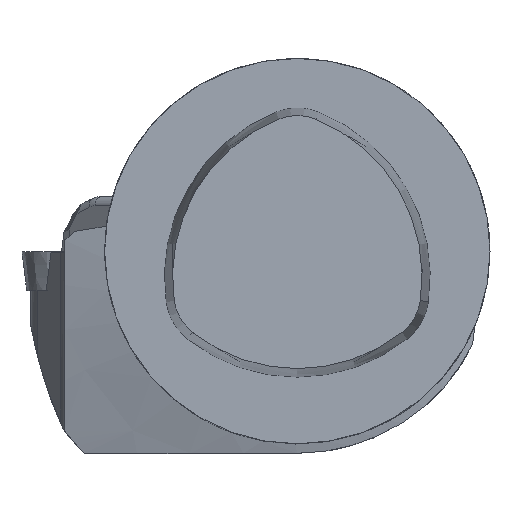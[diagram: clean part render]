
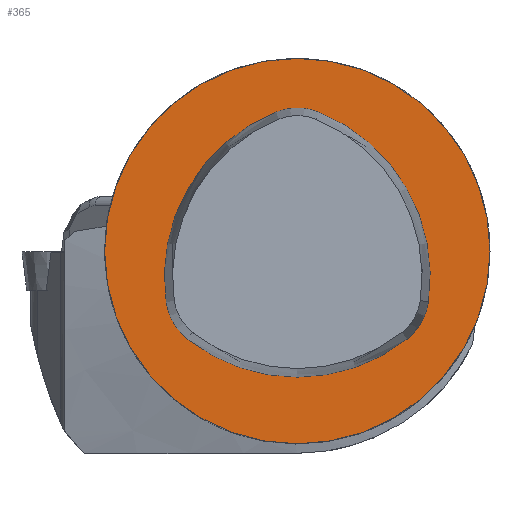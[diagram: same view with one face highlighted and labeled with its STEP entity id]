
A CAD part, top view. The second image highlights one B-rep face of the part: STEP entity #365.
In plain terms, the highlighted planar face has unit normal (0, 0, 1).
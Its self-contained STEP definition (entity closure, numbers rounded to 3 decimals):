
#209=FACE_BOUND('',#887,.T.);
#210=FACE_BOUND('',#888,.T.);
#258=PLANE('',#4830);
#365=ADVANCED_FACE('',(#209,#210),#258,.T.);
#887=EDGE_LOOP('',(#2146));
#888=EDGE_LOOP('',(#2147,#2148,#2149,#2150,#2151,#2152));
#1205=CIRCLE('',#4818,31.5);
#1206=CIRCLE('',#4824,29.);
#1207=CIRCLE('',#4825,9.4);
#1208=CIRCLE('',#4826,29.);
#1209=CIRCLE('',#4827,9.4);
#1210=CIRCLE('',#4828,29.);
#1211=CIRCLE('',#4829,9.4);
#2146=ORIENTED_EDGE('',*,*,#3870,.T.);
#2147=ORIENTED_EDGE('',*,*,#3879,.F.);
#2148=ORIENTED_EDGE('',*,*,#3880,.F.);
#2149=ORIENTED_EDGE('',*,*,#3881,.F.);
#2150=ORIENTED_EDGE('',*,*,#3882,.F.);
#2151=ORIENTED_EDGE('',*,*,#3883,.F.);
#2152=ORIENTED_EDGE('',*,*,#3884,.F.);
#3418=VERTEX_POINT('',#6349);
#3427=VERTEX_POINT('',#6368);
#3428=VERTEX_POINT('',#6369);
#3429=VERTEX_POINT('',#6371);
#3430=VERTEX_POINT('',#6373);
#3431=VERTEX_POINT('',#6375);
#3432=VERTEX_POINT('',#6377);
#3870=EDGE_CURVE('',#3418,#3418,#1205,.T.);
#3879=EDGE_CURVE('',#3427,#3428,#1206,.T.);
#3880=EDGE_CURVE('',#3429,#3427,#1207,.T.);
#3881=EDGE_CURVE('',#3430,#3429,#1208,.T.);
#3882=EDGE_CURVE('',#3431,#3430,#1209,.T.);
#3883=EDGE_CURVE('',#3432,#3431,#1210,.T.);
#3884=EDGE_CURVE('',#3428,#3432,#1211,.T.);
#4818=AXIS2_PLACEMENT_3D('',#6348,#5193,#5194);
#4824=AXIS2_PLACEMENT_3D('',#6367,#5209,#5210);
#4825=AXIS2_PLACEMENT_3D('',#6370,#5211,#5212);
#4826=AXIS2_PLACEMENT_3D('',#6372,#5213,#5214);
#4827=AXIS2_PLACEMENT_3D('',#6374,#5215,#5216);
#4828=AXIS2_PLACEMENT_3D('',#6376,#5217,#5218);
#4829=AXIS2_PLACEMENT_3D('',#6378,#5219,#5220);
#4830=AXIS2_PLACEMENT_3D('',#6379,#5221,#5222);
#5193=DIRECTION('',(0.,0.,1.));
#5194=DIRECTION('',(1.,0.,0.));
#5209=DIRECTION('',(0.,0.,1.));
#5210=DIRECTION('',(1.,0.,0.));
#5211=DIRECTION('',(0.,0.,1.));
#5212=DIRECTION('',(1.,0.,0.));
#5213=DIRECTION('',(0.,0.,1.));
#5214=DIRECTION('',(1.,0.,0.));
#5215=DIRECTION('',(0.,0.,1.));
#5216=DIRECTION('',(1.,0.,0.));
#5217=DIRECTION('',(0.,0.,1.));
#5218=DIRECTION('',(1.,0.,0.));
#5219=DIRECTION('',(0.,0.,1.));
#5220=DIRECTION('',(1.,0.,0.));
#5221=DIRECTION('',(0.,0.,1.));
#5222=DIRECTION('',(1.,0.,0.));
#6348=CARTESIAN_POINT('',(0.,0.,0.));
#6349=CARTESIAN_POINT('',(31.5,0.,0.));
#6367=CARTESIAN_POINT('',(7.275,-4.2,0.));
#6368=CARTESIAN_POINT('',(-3.489,22.729,0.));
#6369=CARTESIAN_POINT('',(-21.428,-8.343,0.));
#6370=CARTESIAN_POINT('',(0.,14.,0.));
#6371=CARTESIAN_POINT('',(3.489,22.729,0.));
#6372=CARTESIAN_POINT('',(-7.275,-4.2,0.));
#6373=CARTESIAN_POINT('',(21.428,-8.343,0.));
#6374=CARTESIAN_POINT('',(12.124,-7.,0.));
#6375=CARTESIAN_POINT('',(17.939,-14.386,0.));
#6376=CARTESIAN_POINT('',(0.,8.4,0.));
#6377=CARTESIAN_POINT('',(-17.939,-14.386,0.));
#6378=CARTESIAN_POINT('',(-12.124,-7.,0.));
#6379=CARTESIAN_POINT('',(0.,0.,0.));
